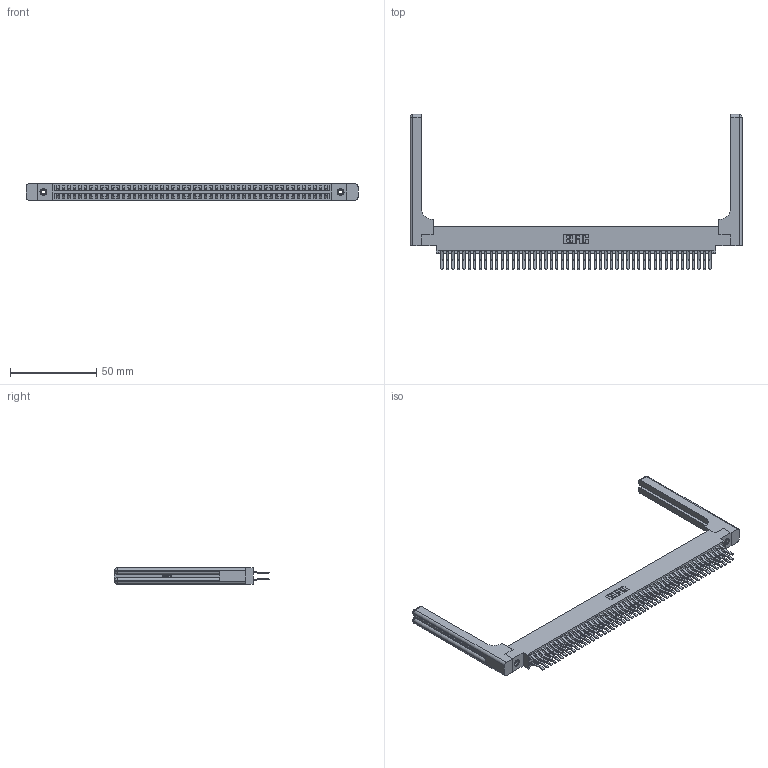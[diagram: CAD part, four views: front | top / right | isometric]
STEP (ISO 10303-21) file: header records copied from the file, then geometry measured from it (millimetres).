
FILE_DESCRIPTION (( 'STEP AP203' ), '1' );
FILE_NAME ('346-100-560-858.STEP', '2022-05-26T21:53:56', ( '' ), ( '' ), 'SwSTEP 2.0', 'SolidWorks 2020', '' );
FILE_SCHEMA (( 'CONFIG_CONTROL_DESIGN' ));
Length unit declared in the file: inch
Products named in the file (5): 346-100-560-858; 345-292-001_560 Tail; 346-220-058_345-220-058; 345-250-001_345-250-001-102; 346 Part_0.170 Offset - 0.156 Dia-TH
Assembly tree (105 placements, depth 2):
  346-100-560-858
    346 Part_0.170 Offset - 0.156 Dia-TH
    345-292-001_560 Tail  x100
    345-250-001_345-250-001-102  x2
    346-220-058_345-220-058  x2
Bounding box: 192.81 x 90.05 x 9.4 mm (x, y, z)
Volume: 26840.6 mm3; surface area: 33654.3 mm2
Topology: 105 solids, 105 shells, 5796 faces, 17143 edges, 11274 vertices
Faces by surface type: plane 3742, cylinder 1994, bspline 36, cone 12, sphere 8, torus 4
Entity records: 37372 total; most frequent: CARTESIAN_POINT 7163, ORIENTED_EDGE 5892, DIRECTION 5298, EDGE_CURVE 2946, VECTOR 2518, LINE 2518, VERTEX_POINT 1954, AXIS2_PLACEMENT_3D 1390
